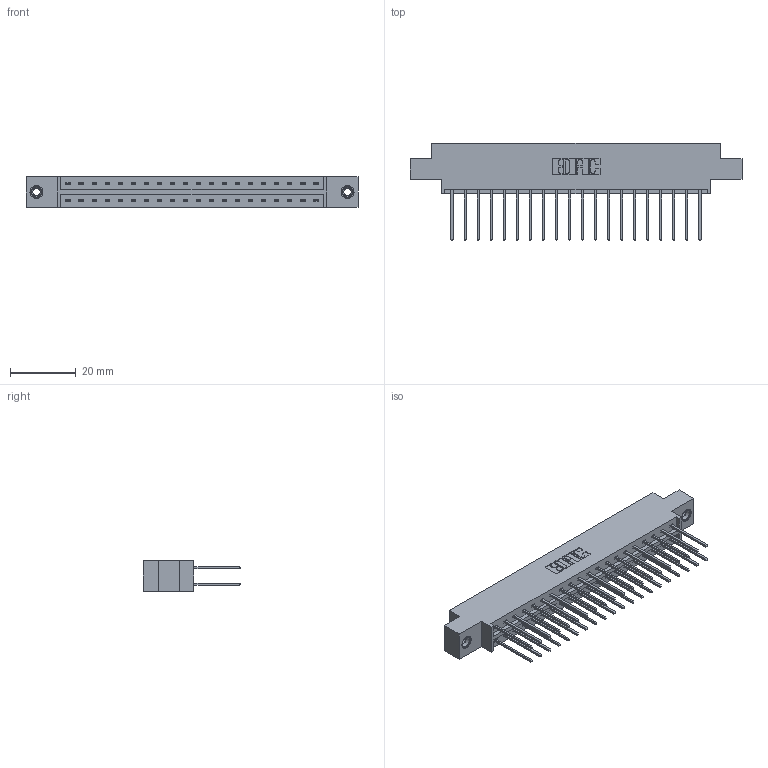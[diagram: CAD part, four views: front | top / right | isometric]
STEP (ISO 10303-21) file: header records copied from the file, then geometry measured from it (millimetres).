
FILE_DESCRIPTION (( 'STEP AP203' ), '1' );
FILE_NAME ('833-040-540-808.STEP', '2020-06-03T16:53:15', ( '' ), ( '' ), 'SwSTEP 2.0', 'SolidWorks 2020', '' );
FILE_SCHEMA (( 'CONFIG_CONTROL_DESIGN' ));
Length unit declared in the file: inch
Products named in the file (4): 833-040-540-808; 345-292-001_345-293-140; 345-250-001_345-250-003-102; 833 Part_Offset - .156 Dia - TI
Assembly tree (43 placements, depth 2):
  833-040-540-808
    833 Part_Offset - .156 Dia - TI
    345-292-001_345-293-140  x40
    345-250-001_345-250-003-102  x2
Bounding box: 100.79 x 29.47 x 9.4 mm (x, y, z)
Volume: 10001.4 mm3; surface area: 12574.7 mm2
Topology: 43 solids, 43 shells, 2258 faces, 6659 edges, 4378 vertices
Faces by surface type: plane 1546, cylinder 696, cone 12, torus 4
Entity records: 17048 total; most frequent: CARTESIAN_POINT 2837, ORIENTED_EDGE 2766, DIRECTION 2493, EDGE_CURVE 1383, LINE 1235, VECTOR 1235, VERTEX_POINT 916, AXIS2_PLACEMENT_3D 629
